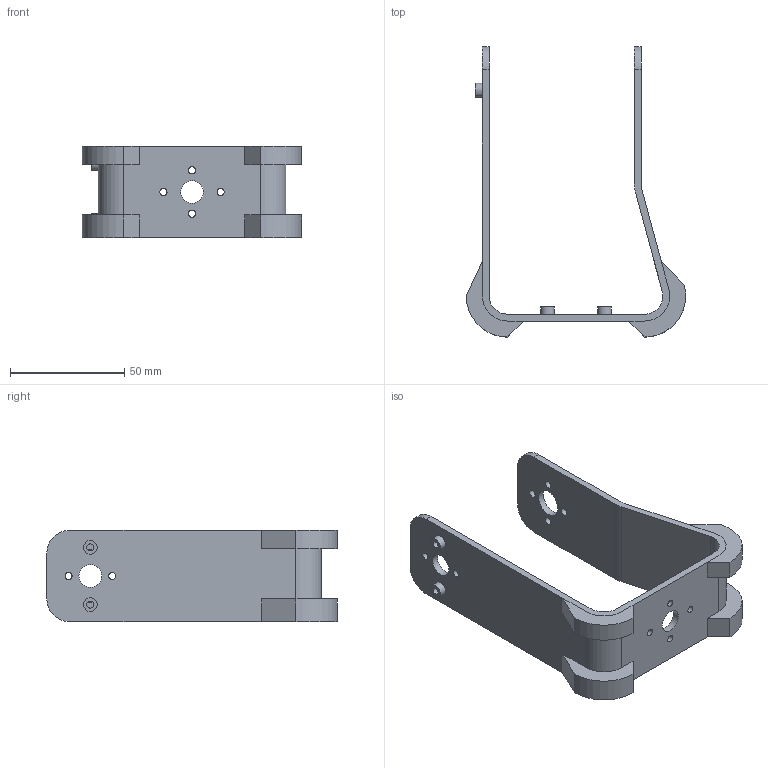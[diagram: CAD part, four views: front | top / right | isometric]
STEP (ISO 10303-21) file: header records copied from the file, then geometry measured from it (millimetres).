
FILE_DESCRIPTION(('FreeCAD Model'),'2;1');
FILE_NAME('gimbal_bracket.step', '2019-05-01T10:44:20',('Author'),(''), 'Open CASCADE STEP processor 7.3','FreeCAD','Unknown');
FILE_SCHEMA(('AUTOMOTIVE_DESIGN { 1 0 10303 214 1 1 1 1 }'));
Length unit declared in the file: millimetre
Products named in the file (1): gimbal_bracket_r2
Bounding box: 95.96 x 127 x 40 mm (x, y, z)
Volume: 44884.7 mm3; surface area: 30511.6 mm2
Topology: 1 solids, 1 shells, 70 faces, 190 edges, 120 vertices
Faces by surface type: cylinder 37, plane 33
Full cylindrical faces by diameter (mm): 3.1 x8, 3.4 x4, 6 x4, 10 x2, 12 x1
Entity records: 4909 total; most frequent: CARTESIAN_POINT 1045, DIRECTION 736, LINE 421, VECTOR 421, ORIENTED_EDGE 380, PCURVE 380, DEFINITIONAL_REPRESENTATION 380, EDGE_CURVE 190
